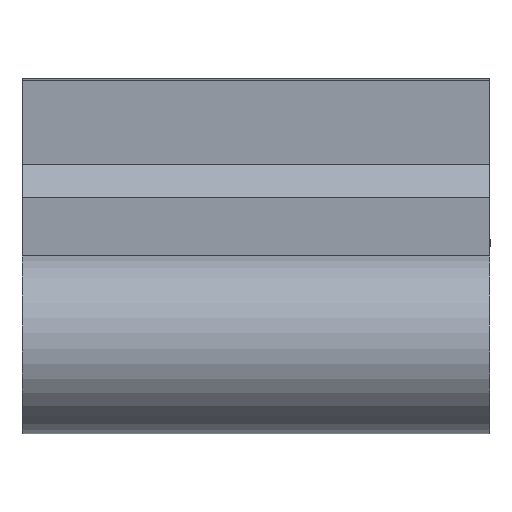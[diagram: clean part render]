
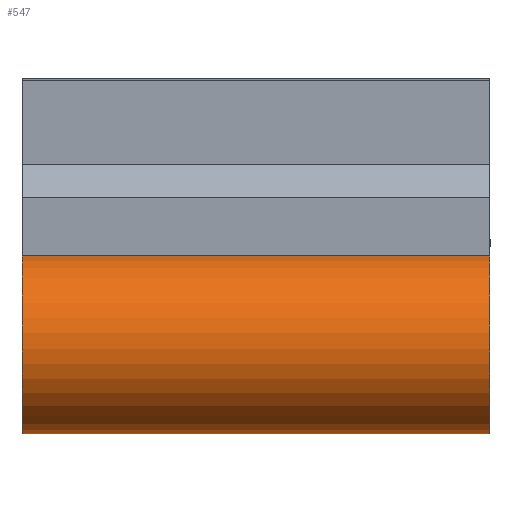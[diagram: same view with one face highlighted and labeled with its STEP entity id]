
A CAD part, left-side view. The second image highlights one B-rep face of the part: STEP entity #547.
In plain terms, the highlighted cylindrical face has radius 154.123 mm (diameter 308.246 mm), a partial arc.
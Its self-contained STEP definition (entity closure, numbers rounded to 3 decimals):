
#72 = PLANE('',#73);
#73 = AXIS2_PLACEMENT_3D('',#74,#75,#76);
#74 = CARTESIAN_POINT('',(-668.46,400.,-10.));
#75 = DIRECTION('',(0.,1.,0.));
#76 = DIRECTION('',(0.,0.,1.));
#126 = PLANE('',#127);
#127 = AXIS2_PLACEMENT_3D('',#128,#129,#130);
#128 = CARTESIAN_POINT('',(-668.46,-400.,-10.));
#129 = DIRECTION('',(0.,1.,0.));
#130 = DIRECTION('',(0.,0.,1.));
#378 = PLANE('',#379);
#379 = AXIS2_PLACEMENT_3D('',#380,#381,#382);
#380 = CARTESIAN_POINT('',(-600.,-400.,-300.));
#381 = DIRECTION('',(0.23,0.,-0.973));
#382 = DIRECTION('',(0.973,0.,0.23));
#475 = EDGE_CURVE('',#476,#478,#480,.T.);
#476 = VERTEX_POINT('',#477);
#477 = CARTESIAN_POINT('',(-600.,-400.,-300.));
#478 = VERTEX_POINT('',#479);
#479 = CARTESIAN_POINT('',(-600.,400.,-300.));
#480 = SURFACE_CURVE('',#481,(#485,#492),.PCURVE_S1.);
#481 = LINE('',#482,#483);
#482 = CARTESIAN_POINT('',(-600.,-400.,-300.));
#483 = VECTOR('',#484,1.);
#484 = DIRECTION('',(0.,1.,0.));
#485 = PCURVE('',#378,#486);
#486 = DEFINITIONAL_REPRESENTATION('',(#487),#491);
#487 = LINE('',#488,#489);
#488 = CARTESIAN_POINT('',(0.,0.));
#489 = VECTOR('',#490,1.);
#490 = DIRECTION('',(0.,-1.));
#491 = ( GEOMETRIC_REPRESENTATION_CONTEXT(2) 
PARAMETRIC_REPRESENTATION_CONTEXT() REPRESENTATION_CONTEXT('2D SPACE',''
  ) );
#492 = PCURVE('',#493,#498);
#493 = CYLINDRICAL_SURFACE('',#494,154.123);
#494 = AXIS2_PLACEMENT_3D('',#495,#496,#497);
#495 = CARTESIAN_POINT('',(-635.41,-400.,-150.));
#496 = DIRECTION('',(0.,-1.,0.));
#497 = DIRECTION('',(1.,0.,0.));
#498 = DEFINITIONAL_REPRESENTATION('',(#499),#503);
#499 = LINE('',#500,#501);
#500 = CARTESIAN_POINT('',(4.944,0.));
#501 = VECTOR('',#502,1.);
#502 = DIRECTION('',(0.,-1.));
#503 = ( GEOMETRIC_REPRESENTATION_CONTEXT(2) 
PARAMETRIC_REPRESENTATION_CONTEXT() REPRESENTATION_CONTEXT('2D SPACE',''
  ) );
#547 = ADVANCED_FACE('',(#548),#493,.T.);
#548 = FACE_BOUND('',#549,.T.);
#549 = EDGE_LOOP('',(#550,#580,#606,#607));
#550 = ORIENTED_EDGE('',*,*,#551,.T.);
#551 = EDGE_CURVE('',#552,#554,#556,.T.);
#552 = VERTEX_POINT('',#553);
#553 = CARTESIAN_POINT('',(-670.82,-400.,0.));
#554 = VERTEX_POINT('',#555);
#555 = CARTESIAN_POINT('',(-670.82,400.,0.));
#556 = SURFACE_CURVE('',#557,(#561,#568),.PCURVE_S1.);
#557 = LINE('',#558,#559);
#558 = CARTESIAN_POINT('',(-670.82,-400.,0.));
#559 = VECTOR('',#560,1.);
#560 = DIRECTION('',(0.,1.,0.));
#561 = PCURVE('',#493,#562);
#562 = DEFINITIONAL_REPRESENTATION('',(#563),#567);
#563 = LINE('',#564,#565);
#564 = CARTESIAN_POINT('',(1.803,0.));
#565 = VECTOR('',#566,1.);
#566 = DIRECTION('',(0.,-1.));
#567 = ( GEOMETRIC_REPRESENTATION_CONTEXT(2) 
PARAMETRIC_REPRESENTATION_CONTEXT() REPRESENTATION_CONTEXT('2D SPACE',''
  ) );
#568 = PCURVE('',#569,#574);
#569 = PLANE('',#570);
#570 = AXIS2_PLACEMENT_3D('',#571,#572,#573);
#571 = CARTESIAN_POINT('',(-670.82,-400.,0.));
#572 = DIRECTION('',(0.23,0.,-0.973));
#573 = DIRECTION('',(0.973,0.,0.23));
#574 = DEFINITIONAL_REPRESENTATION('',(#575),#579);
#575 = LINE('',#576,#577);
#576 = CARTESIAN_POINT('',(0.,0.));
#577 = VECTOR('',#578,1.);
#578 = DIRECTION('',(0.,-1.));
#579 = ( GEOMETRIC_REPRESENTATION_CONTEXT(2) 
PARAMETRIC_REPRESENTATION_CONTEXT() REPRESENTATION_CONTEXT('2D SPACE',''
  ) );
#580 = ORIENTED_EDGE('',*,*,#581,.T.);
#581 = EDGE_CURVE('',#554,#478,#582,.T.);
#582 = SURFACE_CURVE('',#583,(#588,#595),.PCURVE_S1.);
#583 = CIRCLE('',#584,154.123);
#584 = AXIS2_PLACEMENT_3D('',#585,#586,#587);
#585 = CARTESIAN_POINT('',(-635.41,400.,-150.));
#586 = DIRECTION('',(0.,-1.,0.));
#587 = DIRECTION('',(1.,0.,0.));
#588 = PCURVE('',#493,#589);
#589 = DEFINITIONAL_REPRESENTATION('',(#590),#594);
#590 = LINE('',#591,#592);
#591 = CARTESIAN_POINT('',(0.,-800.));
#592 = VECTOR('',#593,1.);
#593 = DIRECTION('',(1.,0.));
#594 = ( GEOMETRIC_REPRESENTATION_CONTEXT(2) 
PARAMETRIC_REPRESENTATION_CONTEXT() REPRESENTATION_CONTEXT('2D SPACE',''
  ) );
#595 = PCURVE('',#72,#596);
#596 = DEFINITIONAL_REPRESENTATION('',(#597),#605);
#597 = ( BOUNDED_CURVE() B_SPLINE_CURVE(2,(#598,#599,#600,#601,#602,#603
,#604),.UNSPECIFIED.,.T.,.F.) B_SPLINE_CURVE_WITH_KNOTS((1,2,2,2,2,1),(
    -2.094,0.,2.094,4.189,6.283,
8.378),.UNSPECIFIED.) CURVE() GEOMETRIC_REPRESENTATION_ITEM() 
RATIONAL_B_SPLINE_CURVE((1.,0.5,1.,0.5,1.,0.5,1.)) REPRESENTATION_ITEM(
  '') );
#598 = CARTESIAN_POINT('',(-140.,187.172));
#599 = CARTESIAN_POINT('',(126.949,187.172));
#600 = CARTESIAN_POINT('',(-6.526,-44.012));
#601 = CARTESIAN_POINT('',(-140.,-275.196));
#602 = CARTESIAN_POINT('',(-273.474,-44.012));
#603 = CARTESIAN_POINT('',(-406.949,187.172));
#604 = CARTESIAN_POINT('',(-140.,187.172));
#605 = ( GEOMETRIC_REPRESENTATION_CONTEXT(2) 
PARAMETRIC_REPRESENTATION_CONTEXT() REPRESENTATION_CONTEXT('2D SPACE',''
  ) );
#606 = ORIENTED_EDGE('',*,*,#475,.F.);
#607 = ORIENTED_EDGE('',*,*,#608,.F.);
#608 = EDGE_CURVE('',#552,#476,#609,.T.);
#609 = SURFACE_CURVE('',#610,(#615,#622),.PCURVE_S1.);
#610 = CIRCLE('',#611,154.123);
#611 = AXIS2_PLACEMENT_3D('',#612,#613,#614);
#612 = CARTESIAN_POINT('',(-635.41,-400.,-150.));
#613 = DIRECTION('',(0.,-1.,0.));
#614 = DIRECTION('',(1.,0.,0.));
#615 = PCURVE('',#493,#616);
#616 = DEFINITIONAL_REPRESENTATION('',(#617),#621);
#617 = LINE('',#618,#619);
#618 = CARTESIAN_POINT('',(0.,0.));
#619 = VECTOR('',#620,1.);
#620 = DIRECTION('',(1.,0.));
#621 = ( GEOMETRIC_REPRESENTATION_CONTEXT(2) 
PARAMETRIC_REPRESENTATION_CONTEXT() REPRESENTATION_CONTEXT('2D SPACE',''
  ) );
#622 = PCURVE('',#126,#623);
#623 = DEFINITIONAL_REPRESENTATION('',(#624),#632);
#624 = ( BOUNDED_CURVE() B_SPLINE_CURVE(2,(#625,#626,#627,#628,#629,#630
,#631),.UNSPECIFIED.,.T.,.F.) B_SPLINE_CURVE_WITH_KNOTS((1,2,2,2,2,1),(
    -2.094,0.,2.094,4.189,6.283,
8.378),.UNSPECIFIED.) CURVE() GEOMETRIC_REPRESENTATION_ITEM() 
RATIONAL_B_SPLINE_CURVE((1.,0.5,1.,0.5,1.,0.5,1.)) REPRESENTATION_ITEM(
  '') );
#625 = CARTESIAN_POINT('',(-140.,187.172));
#626 = CARTESIAN_POINT('',(126.949,187.172));
#627 = CARTESIAN_POINT('',(-6.526,-44.012));
#628 = CARTESIAN_POINT('',(-140.,-275.196));
#629 = CARTESIAN_POINT('',(-273.474,-44.012));
#630 = CARTESIAN_POINT('',(-406.949,187.172));
#631 = CARTESIAN_POINT('',(-140.,187.172));
#632 = ( GEOMETRIC_REPRESENTATION_CONTEXT(2) 
PARAMETRIC_REPRESENTATION_CONTEXT() REPRESENTATION_CONTEXT('2D SPACE',''
  ) );
